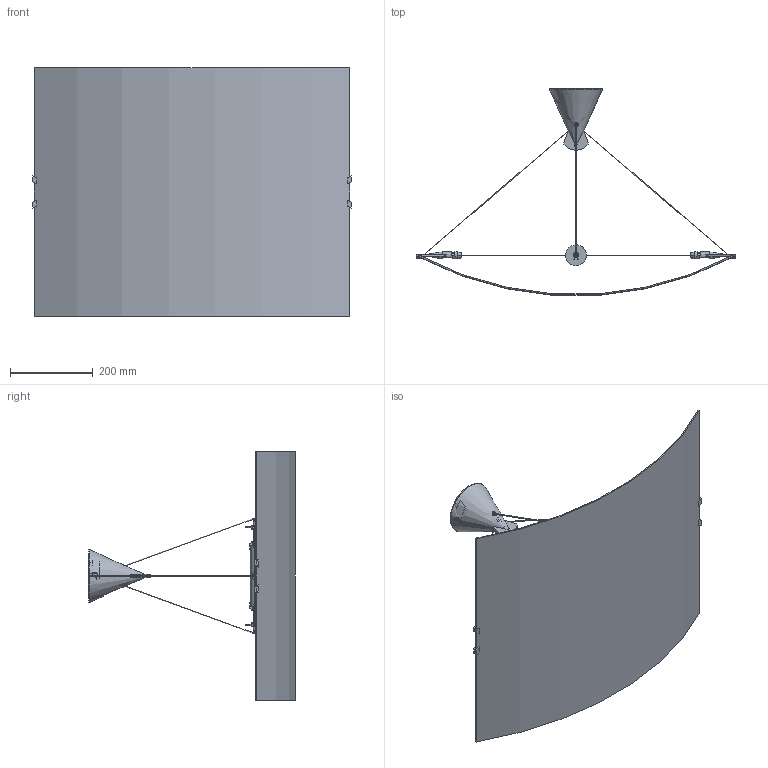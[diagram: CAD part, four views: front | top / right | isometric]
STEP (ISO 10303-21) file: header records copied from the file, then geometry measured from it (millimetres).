
FILE_DESCRIPTION(/* description */ (''),/* implementation_level */ '2;1');
FILE_NAME(/* name */ 'F279180150TCNE.stp',/* time_stamp */ '2020-01-21T14:57:40+01:00',/* author */ ('sghezzi'),/* organization */ (''),/* preprocessor_version */ 'ST-DEVELOPER v17.2',/* originating_system */ 'Autodesk Inventor 2019',/* authorisation */ '');
FILE_SCHEMA (('AUTOMOTIVE_DESIGN { 1 0 10303 214 3 1 1 }'));
Length unit declared in the file: millimetre
Products named in the file (20): Velo_2791_Assieme; TIRANTE; PIASTRINA_ISOLANTE; CANOTTO; PIASTRINA_PL; DISCO_VETRO; MOLLETTA_DISCO_VETRO; 007527714_ Molla fissaggio vetro supipt; 020044113_Schermo prot sup L146; 007272900_MOLLA_VETRO_GR-mod; Vetro protezione inf; ROSONE; PIATTELLO; MANINA; CILINDRO; 020093001_Vetro Curv 760x600_2805.1; 000100659_Tornito_Ott_Nik; 000100666_Cavo_acciaio; 000100666_Cavo_acciaio2; 050019002_Cavo_1XAWG18_trasp_Fep doppio isol
Assembly tree (35 placements, depth 2):
  Velo_2791_Assieme
    TIRANTE  x2
    PIASTRINA_ISOLANTE  x2
    CANOTTO  x2
    PIASTRINA_PL  x2
    DISCO_VETRO  x2
    MOLLETTA_DISCO_VETRO  x4
    007527714_ Molla fissaggio vetro supipt  x2
    020044113_Schermo prot sup L146
    007272900_MOLLA_VETRO_GR-mod  x2
    Vetro protezione inf
    ROSONE  x2
    PIATTELLO
    MANINA  x2
    CILINDRO  x2
    020093001_Vetro Curv 760x600_2805.1
    000100659_Tornito_Ott_Nik  x2
    000100666_Cavo_acciaio
    000100666_Cavo_acciaio2  x2
    050019002_Cavo_1XAWG18_trasp_Fep doppio isol  x2
Bounding box: 768 x 498.02 x 600 mm (x, y, z)
Volume: 1696129.9 mm3; surface area: 1158940.8 mm2
Topology: 37 solids, 39 shells, 820 faces, 2176 edges, 1438 vertices
Faces by surface type: plane 510, cylinder 239, bspline 33, torus 24, cone 14
Full cylindrical faces by diameter (mm): 1 x18, 1.5 x4, 2 x2, 2.25 x4, 2.5 x2, 3 x20, 3.2 x2, 4 x11, 4.5 x2, 5 x2, 6 x2, 9 x2, 10 x8, 11.4 x2, 12 x6, 17 x2, 40 x1, 50 x2, 128 x1
Entity records: 16548 total; most frequent: CARTESIAN_POINT 4454, DIRECTION 2496, ORIENTED_EDGE 2302, EDGE_CURVE 1151, AXIS2_PLACEMENT_3D 921, VERTEX_POINT 762, LINE 654, VECTOR 654
